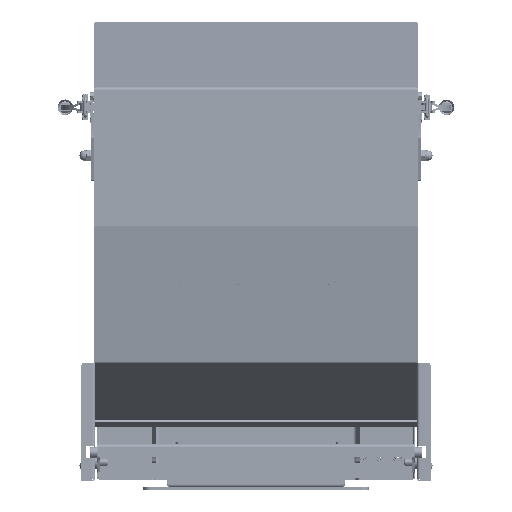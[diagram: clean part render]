
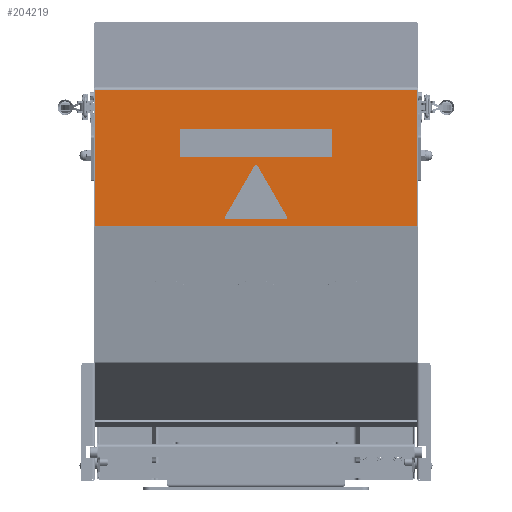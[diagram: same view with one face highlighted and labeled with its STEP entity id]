
A CAD part, left-side view. The second image highlights one B-rep face of the part: STEP entity #204219.
In plain terms, the highlighted planar face has unit normal (-1, 0, 0).
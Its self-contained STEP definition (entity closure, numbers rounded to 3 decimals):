
#9047=FACE_BOUND('',#25715,.T.);
#9048=FACE_BOUND('',#25716,.T.);
#13536=FACE_OUTER_BOUND('',#25714,.T.);
#25714=EDGE_LOOP('',(#140022,#140023,#140024,#140025));
#25715=EDGE_LOOP('',(#140026,#140027,#140028,#140029));
#25716=EDGE_LOOP('',(#140030,#140031,#140032,#140033,#140034,#140035));
#38484=CIRCLE('',#218361,2.);
#38485=CIRCLE('',#218362,2.);
#38486=CIRCLE('',#218363,2.);
#50055=LINE('',#315001,#65826);
#50060=LINE('',#315017,#65831);
#50061=LINE('',#315021,#65832);
#50065=LINE('',#315030,#65836);
#50068=LINE('',#315037,#65839);
#50069=LINE('',#315039,#65840);
#50070=LINE('',#315041,#65841);
#50071=LINE('',#315042,#65842);
#50072=LINE('',#315047,#65843);
#50073=LINE('',#315051,#65844);
#50074=LINE('',#315054,#65845);
#65826=VECTOR('',#248851,10.);
#65831=VECTOR('',#248872,10.);
#65832=VECTOR('',#248877,10.);
#65836=VECTOR('',#248889,10.);
#65839=VECTOR('',#248896,10.);
#65840=VECTOR('',#248897,10.);
#65841=VECTOR('',#248898,10.);
#65842=VECTOR('',#248899,10.);
#65843=VECTOR('',#248902,10.);
#65844=VECTOR('',#248905,10.);
#65845=VECTOR('',#248908,10.);
#81894=VERTEX_POINT('',#313545);
#82211=VERTEX_POINT('',#314998);
#82212=VERTEX_POINT('',#315000);
#82216=VERTEX_POINT('',#315020);
#82218=VERTEX_POINT('',#315035);
#82219=VERTEX_POINT('',#315036);
#82220=VERTEX_POINT('',#315038);
#82221=VERTEX_POINT('',#315040);
#82222=VERTEX_POINT('',#315043);
#82223=VERTEX_POINT('',#315044);
#82224=VERTEX_POINT('',#315046);
#82225=VERTEX_POINT('',#315048);
#82226=VERTEX_POINT('',#315050);
#82227=VERTEX_POINT('',#315052);
#103614=EDGE_CURVE('',#82211,#82212,#50055,.T.);
#103623=EDGE_CURVE('',#81894,#82212,#50060,.T.);
#103624=EDGE_CURVE('',#82216,#81894,#50061,.T.);
#103629=EDGE_CURVE('',#82216,#82211,#50065,.T.);
#103632=EDGE_CURVE('',#82218,#82219,#50068,.T.);
#103633=EDGE_CURVE('',#82219,#82220,#50069,.T.);
#103634=EDGE_CURVE('',#82220,#82221,#50070,.T.);
#103635=EDGE_CURVE('',#82221,#82218,#50071,.T.);
#103636=EDGE_CURVE('',#82222,#82223,#38484,.T.);
#103637=EDGE_CURVE('',#82223,#82224,#50072,.T.);
#103638=EDGE_CURVE('',#82224,#82225,#38485,.T.);
#103639=EDGE_CURVE('',#82225,#82226,#50073,.T.);
#103640=EDGE_CURVE('',#82226,#82227,#38486,.T.);
#103641=EDGE_CURVE('',#82227,#82222,#50074,.T.);
#140022=ORIENTED_EDGE('',*,*,#103614,.F.);
#140023=ORIENTED_EDGE('',*,*,#103629,.F.);
#140024=ORIENTED_EDGE('',*,*,#103624,.T.);
#140025=ORIENTED_EDGE('',*,*,#103623,.T.);
#140026=ORIENTED_EDGE('',*,*,#103632,.T.);
#140027=ORIENTED_EDGE('',*,*,#103633,.T.);
#140028=ORIENTED_EDGE('',*,*,#103634,.T.);
#140029=ORIENTED_EDGE('',*,*,#103635,.T.);
#140030=ORIENTED_EDGE('',*,*,#103636,.T.);
#140031=ORIENTED_EDGE('',*,*,#103637,.T.);
#140032=ORIENTED_EDGE('',*,*,#103638,.T.);
#140033=ORIENTED_EDGE('',*,*,#103639,.T.);
#140034=ORIENTED_EDGE('',*,*,#103640,.T.);
#140035=ORIENTED_EDGE('',*,*,#103641,.T.);
#184213=PLANE('',#218360);
#204219=ADVANCED_FACE('',(#13536,#9047,#9048),#184213,.T.);
#218360=AXIS2_PLACEMENT_3D('',#315034,#248894,#248895);
#218361=AXIS2_PLACEMENT_3D('',#315045,#248900,#248901);
#218362=AXIS2_PLACEMENT_3D('',#315049,#248903,#248904);
#218363=AXIS2_PLACEMENT_3D('',#315053,#248906,#248907);
#248851=DIRECTION('',(0.,1.,0.));
#248872=DIRECTION('',(0.,0.,-1.));
#248877=DIRECTION('',(0.,1.,0.));
#248889=DIRECTION('',(0.,0.,-1.));
#248894=DIRECTION('center_axis',(-1.,0.,0.));
#248895=DIRECTION('ref_axis',(0.,1.,0.));
#248896=DIRECTION('',(0.,1.,0.));
#248897=DIRECTION('',(0.,0.,1.));
#248898=DIRECTION('',(0.,-1.,0.));
#248899=DIRECTION('',(0.,0.,-1.));
#248900=DIRECTION('center_axis',(1.,0.,0.));
#248901=DIRECTION('ref_axis',(0.,0.,
1.));
#248902=DIRECTION('',(0.,-0.5,-0.866));
#248903=DIRECTION('center_axis',(1.,0.,0.));
#248904=DIRECTION('ref_axis',(0.,-0.866,
-0.5));
#248905=DIRECTION('',(0.,1.,0.));
#248906=DIRECTION('center_axis',(1.,0.,0.));
#248907=DIRECTION('ref_axis',(0.,0.866,-0.5));
#248908=DIRECTION('',(0.,-0.5,0.866));
#313545=CARTESIAN_POINT('',(-556.546,232.5,-17.198));
#314998=CARTESIAN_POINT('',(-556.546,-232.5,-213.876));
#315000=CARTESIAN_POINT('',(-556.546,232.5,-213.876));
#315001=CARTESIAN_POINT('',(-556.546,0.,-213.876));
#315017=CARTESIAN_POINT('',(-556.546,232.5,390.342));
#315020=CARTESIAN_POINT('',(-556.546,-232.5,-17.198));
#315021=CARTESIAN_POINT('',(-556.546,0.,-17.198));
#315030=CARTESIAN_POINT('',(-556.546,-232.5,390.342));
#315034=CARTESIAN_POINT('Origin',(-556.546,0.,
-11.814));
#315035=CARTESIAN_POINT('',(-556.546,-110.,-114.57));
#315036=CARTESIAN_POINT('',(-556.546,110.,-114.57));
#315037=CARTESIAN_POINT('',(-556.546,55.,-114.57));
#315038=CARTESIAN_POINT('',(-556.546,110.,-74.07));
#315039=CARTESIAN_POINT('',(-556.546,110.,-42.942));
#315040=CARTESIAN_POINT('',(-556.546,-110.,-74.07));
#315041=CARTESIAN_POINT('',(-556.546,-55.,-74.07));
#315042=CARTESIAN_POINT('',(-556.546,-110.,-82.942));
#315043=CARTESIAN_POINT('',(-556.546,1.732,-125.827));
#315044=CARTESIAN_POINT('',(-556.546,-1.732,-125.827));
#315045=CARTESIAN_POINT('Origin',(-556.546,0.,
-126.827));
#315046=CARTESIAN_POINT('',(-556.546,-44.768,-200.368));
#315047=CARTESIAN_POINT('',(-556.546,24.035,-81.197));
#315048=CARTESIAN_POINT('',(-556.546,-43.036,-203.368));
#315049=CARTESIAN_POINT('Origin',(-556.546,-43.036,-201.368));
#315050=CARTESIAN_POINT('',(-556.546,43.036,-203.368));
#315051=CARTESIAN_POINT('',(-556.546,-23.25,-203.368));
#315052=CARTESIAN_POINT('',(-556.546,44.768,-200.368));
#315053=CARTESIAN_POINT('Origin',(-556.546,43.036,-201.368));
#315054=CARTESIAN_POINT('',(-556.546,-0.785,-121.467));
